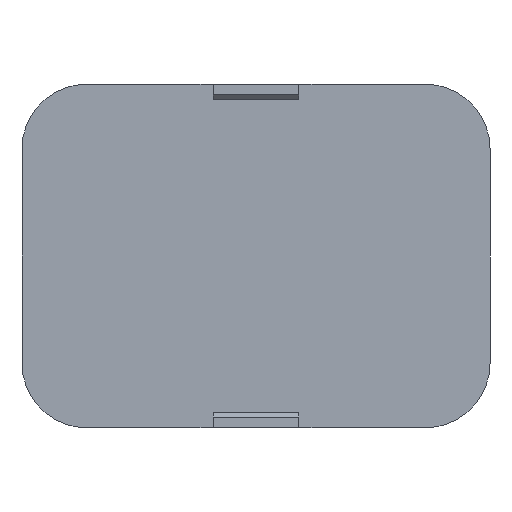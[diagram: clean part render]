
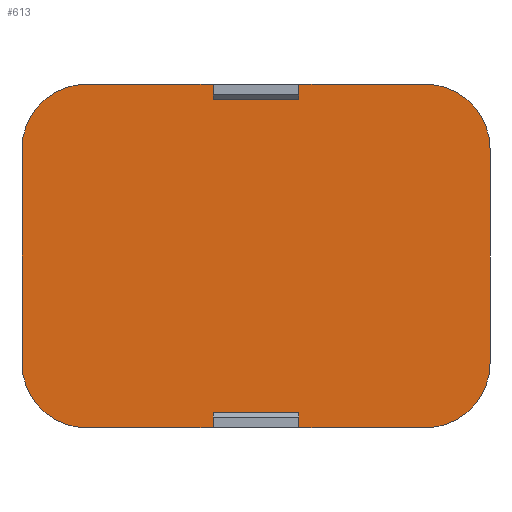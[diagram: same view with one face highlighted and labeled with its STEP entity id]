
A CAD part, front view. The second image highlights one B-rep face of the part: STEP entity #613.
In plain terms, the highlighted planar face has unit normal (0, -1, 0).
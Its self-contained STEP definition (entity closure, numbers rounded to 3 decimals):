
#11 = VERTEX_POINT ( 'NONE', #353 ) ;
#15 = CIRCLE ( 'NONE', #418, 15. ) ;
#29 = VERTEX_POINT ( 'NONE', #393 ) ;
#37 = DIRECTION ( 'NONE',  ( 1., 0., 0. ) ) ;
#38 = EDGE_CURVE ( 'NONE', #524, #448, #15, .T. ) ;
#42 = LINE ( 'NONE', #97, #221 ) ;
#52 = CARTESIAN_POINT ( 'NONE',  ( -39.5, 0., 25. ) ) ;
#55 = DIRECTION ( 'NONE',  ( 0., 1., 0. ) ) ;
#56 = VERTEX_POINT ( 'NONE', #452 ) ;
#59 = VERTEX_POINT ( 'NONE', #308 ) ;
#70 = CARTESIAN_POINT ( 'NONE',  ( -10., 0., 37.5 ) ) ;
#71 = VERTEX_POINT ( 'NONE', #105 ) ;
#73 = CARTESIAN_POINT ( 'NONE',  ( 39.5, 0., 40. ) ) ;
#74 = ORIENTED_EDGE ( 'NONE', *, *, #248, .T. ) ;
#78 = DIRECTION ( 'NONE',  ( 0., 1., 0. ) ) ;
#86 = CARTESIAN_POINT ( 'NONE',  ( -10., 0., 0. ) ) ;
#90 = LINE ( 'NONE', #341, #273 ) ;
#92 = CARTESIAN_POINT ( 'NONE',  ( 0., 0., -40. ) ) ;
#97 = CARTESIAN_POINT ( 'NONE',  ( 0., 0., 40. ) ) ;
#105 = CARTESIAN_POINT ( 'NONE',  ( 10., 0., 37.5 ) ) ;
#135 = CARTESIAN_POINT ( 'NONE',  ( 10., 0., -37.5 ) ) ;
#138 = LINE ( 'NONE', #288, #422 ) ;
#149 = EDGE_CURVE ( 'NONE', #169, #266, #90, .T. ) ;
#152 = VECTOR ( 'NONE', #371, 1000. ) ;
#159 = PLANE ( 'NONE',  #312 ) ;
#160 = DIRECTION ( 'NONE',  ( 0., 0., 1. ) ) ;
#168 = EDGE_CURVE ( 'NONE', #448, #526, #42, .T. ) ;
#169 = VERTEX_POINT ( 'NONE', #484 ) ;
#172 = LINE ( 'NONE', #223, #152 ) ;
#175 = ORIENTED_EDGE ( 'NONE', *, *, #291, .T. ) ;
#176 = EDGE_CURVE ( 'NONE', #29, #71, #447, .T. ) ;
#177 = CARTESIAN_POINT ( 'NONE',  ( 54.5, 0., 25. ) ) ;
#181 = CARTESIAN_POINT ( 'NONE',  ( -39.5, 0., -25. ) ) ;
#182 = CARTESIAN_POINT ( 'NONE',  ( -10., 0., 37.5 ) ) ;
#184 = EDGE_CURVE ( 'NONE', #29, #372, #502, .T. ) ;
#185 = DIRECTION ( 'NONE',  ( 1., 0., 0. ) ) ;
#189 = LINE ( 'NONE', #92, #421 ) ;
#192 = CARTESIAN_POINT ( 'NONE',  ( -10., 0., 0. ) ) ;
#197 = ORIENTED_EDGE ( 'NONE', *, *, #513, .T. ) ;
#201 = EDGE_CURVE ( 'NONE', #11, #524, #437, .T. ) ;
#203 = ORIENTED_EDGE ( 'NONE', *, *, #417, .F. ) ;
#213 = LINE ( 'NONE', #182, #389 ) ;
#218 = ORIENTED_EDGE ( 'NONE', *, *, #566, .T. ) ;
#220 = ORIENTED_EDGE ( 'NONE', *, *, #176, .T. ) ;
#221 = VECTOR ( 'NONE', #37, 1000. ) ;
#223 = CARTESIAN_POINT ( 'NONE',  ( 10., 0., 0. ) ) ;
#229 = CIRCLE ( 'NONE', #604, 15. ) ;
#242 = DIRECTION ( 'NONE',  ( 1., 0., 0. ) ) ;
#248 = EDGE_CURVE ( 'NONE', #363, #169, #588, .T. ) ;
#257 = AXIS2_PLACEMENT_3D ( 'NONE', #181, #326, #381 ) ;
#265 = DIRECTION ( 'NONE',  ( 1., 0., 0. ) ) ;
#266 = VERTEX_POINT ( 'NONE', #135 ) ;
#270 = ORIENTED_EDGE ( 'NONE', *, *, #184, .F. ) ;
#273 = VECTOR ( 'NONE', #345, 1000. ) ;
#275 = ORIENTED_EDGE ( 'NONE', *, *, #469, .F. ) ;
#279 = EDGE_LOOP ( 'NONE', ( #74, #351, #424, #175, #197, #573, #203, #270, #220, #409, #275, #635, #309, #420, #414, #218 ) ) ;
#288 = CARTESIAN_POINT ( 'NONE',  ( 54.5, 0., 0. ) ) ;
#291 = EDGE_CURVE ( 'NONE', #56, #59, #189, .T. ) ;
#293 = DIRECTION ( 'NONE',  ( 0., 0., 1. ) ) ;
#295 = DIRECTION ( 'NONE',  ( 0., 0., -1. ) ) ;
#297 = DIRECTION ( 'NONE',  ( 0., 0., 1. ) ) ;
#304 = EDGE_CURVE ( 'NONE', #399, #71, #213, .T. ) ;
#307 = CARTESIAN_POINT ( 'NONE',  ( 0., 0., 0. ) ) ;
#308 = CARTESIAN_POINT ( 'NONE',  ( 39.5, 0., -40. ) ) ;
#309 = ORIENTED_EDGE ( 'NONE', *, *, #38, .F. ) ;
#310 = VECTOR ( 'NONE', #293, 1000. ) ;
#312 = AXIS2_PLACEMENT_3D ( 'NONE', #307, #561, #297 ) ;
#316 = VERTEX_POINT ( 'NONE', #327 ) ;
#326 = DIRECTION ( 'NONE',  ( 0., 1., 0. ) ) ;
#327 = CARTESIAN_POINT ( 'NONE',  ( 54.5, 0., -25. ) ) ;
#338 = CARTESIAN_POINT ( 'NONE',  ( -10., 0., 40. ) ) ;
#341 = CARTESIAN_POINT ( 'NONE',  ( -10., 0., -37.5 ) ) ;
#342 = LINE ( 'NONE', #86, #485 ) ;
#345 = DIRECTION ( 'NONE',  ( 1., 0., 0. ) ) ;
#351 = ORIENTED_EDGE ( 'NONE', *, *, #149, .T. ) ;
#353 = CARTESIAN_POINT ( 'NONE',  ( -54.5, 0., -25. ) ) ;
#363 = VERTEX_POINT ( 'NONE', #536 ) ;
#371 = DIRECTION ( 'NONE',  ( 0., 0., 1. ) ) ;
#372 = VERTEX_POINT ( 'NONE', #73 ) ;
#381 = DIRECTION ( 'NONE',  ( 0., 0., 1. ) ) ;
#389 = VECTOR ( 'NONE', #265, 1000. ) ;
#393 = CARTESIAN_POINT ( 'NONE',  ( 10., 0., 40. ) ) ;
#397 = DIRECTION ( 'NONE',  ( 0., 0., 1. ) ) ;
#399 = VERTEX_POINT ( 'NONE', #70 ) ;
#400 = EDGE_CURVE ( 'NONE', #56, #266, #172, .T. ) ;
#401 = CARTESIAN_POINT ( 'NONE',  ( -39.5, 0., -40. ) ) ;
#402 = CIRCLE ( 'NONE', #257, 15. ) ;
#409 = ORIENTED_EDGE ( 'NONE', *, *, #304, .F. ) ;
#414 = ORIENTED_EDGE ( 'NONE', *, *, #439, .F. ) ;
#417 = EDGE_CURVE ( 'NONE', #372, #463, #457, .T. ) ;
#418 = AXIS2_PLACEMENT_3D ( 'NONE', #52, #55, #160 ) ;
#420 = ORIENTED_EDGE ( 'NONE', *, *, #201, .F. ) ;
#421 = VECTOR ( 'NONE', #496, 1000. ) ;
#422 = VECTOR ( 'NONE', #495, 1000. ) ;
#424 = ORIENTED_EDGE ( 'NONE', *, *, #400, .F. ) ;
#433 = DIRECTION ( 'NONE',  ( 0., 0., 1. ) ) ;
#437 = LINE ( 'NONE', #638, #310 ) ;
#439 = EDGE_CURVE ( 'NONE', #649, #11, #402, .T. ) ;
#443 = CARTESIAN_POINT ( 'NONE',  ( 10., 0., 0. ) ) ;
#447 = LINE ( 'NONE', #443, #515 ) ;
#448 = VERTEX_POINT ( 'NONE', #578 ) ;
#452 = CARTESIAN_POINT ( 'NONE',  ( 10., 0., -40. ) ) ;
#457 = CIRCLE ( 'NONE', #657, 15. ) ;
#463 = VERTEX_POINT ( 'NONE', #177 ) ;
#469 = EDGE_CURVE ( 'NONE', #526, #399, #342, .T. ) ;
#478 = VECTOR ( 'NONE', #185, 1000. ) ;
#484 = CARTESIAN_POINT ( 'NONE',  ( -10., 0., -37.5 ) ) ;
#485 = VECTOR ( 'NONE', #539, 1000. ) ;
#495 = DIRECTION ( 'NONE',  ( 0., 0., 1. ) ) ;
#496 = DIRECTION ( 'NONE',  ( 1., 0., 0. ) ) ;
#498 = CARTESIAN_POINT ( 'NONE',  ( -54.5, 0., 25. ) ) ;
#502 = LINE ( 'NONE', #595, #592 ) ;
#513 = EDGE_CURVE ( 'NONE', #59, #316, #229, .T. ) ;
#515 = VECTOR ( 'NONE', #295, 1000. ) ;
#519 = EDGE_CURVE ( 'NONE', #316, #463, #138, .T. ) ;
#524 = VERTEX_POINT ( 'NONE', #498 ) ;
#526 = VERTEX_POINT ( 'NONE', #338 ) ;
#536 = CARTESIAN_POINT ( 'NONE',  ( -10., 0., -40. ) ) ;
#539 = DIRECTION ( 'NONE',  ( 0., 0., -1. ) ) ;
#545 = DIRECTION ( 'NONE',  ( 0., 0., 1. ) ) ;
#561 = DIRECTION ( 'NONE',  ( 0., 1., 0. ) ) ;
#566 = EDGE_CURVE ( 'NONE', #649, #363, #637, .T. ) ;
#572 = CARTESIAN_POINT ( 'NONE',  ( 39.5, 0., 25. ) ) ;
#573 = ORIENTED_EDGE ( 'NONE', *, *, #519, .T. ) ;
#578 = CARTESIAN_POINT ( 'NONE',  ( -39.5, 0., 40. ) ) ;
#586 = DIRECTION ( 'NONE',  ( 0., -1., 0. ) ) ;
#588 = LINE ( 'NONE', #192, #648 ) ;
#592 = VECTOR ( 'NONE', #242, 1000. ) ;
#594 = CARTESIAN_POINT ( 'NONE',  ( 0., 0., -40. ) ) ;
#595 = CARTESIAN_POINT ( 'NONE',  ( 0., 0., 40. ) ) ;
#604 = AXIS2_PLACEMENT_3D ( 'NONE', #641, #586, #545 ) ;
#613 = ADVANCED_FACE ( 'NONE', ( #650 ), #159, .F. ) ;
#635 = ORIENTED_EDGE ( 'NONE', *, *, #168, .F. ) ;
#637 = LINE ( 'NONE', #594, #478 ) ;
#638 = CARTESIAN_POINT ( 'NONE',  ( -54.5, 0., 0. ) ) ;
#641 = CARTESIAN_POINT ( 'NONE',  ( 39.5, 0., -25. ) ) ;
#648 = VECTOR ( 'NONE', #397, 1000. ) ;
#649 = VERTEX_POINT ( 'NONE', #401 ) ;
#650 = FACE_OUTER_BOUND ( 'NONE', #279, .T. ) ;
#657 = AXIS2_PLACEMENT_3D ( 'NONE', #572, #78, #433 ) ;
